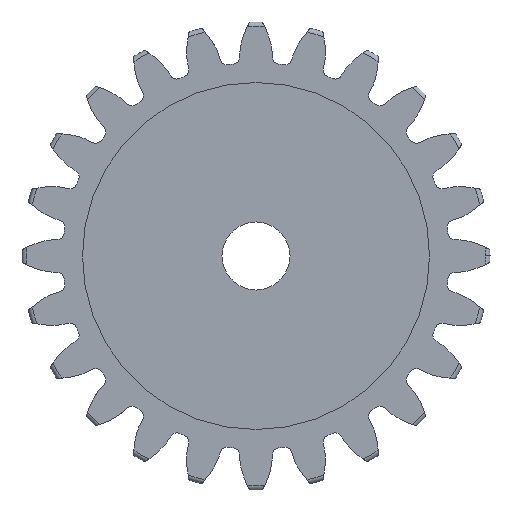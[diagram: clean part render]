
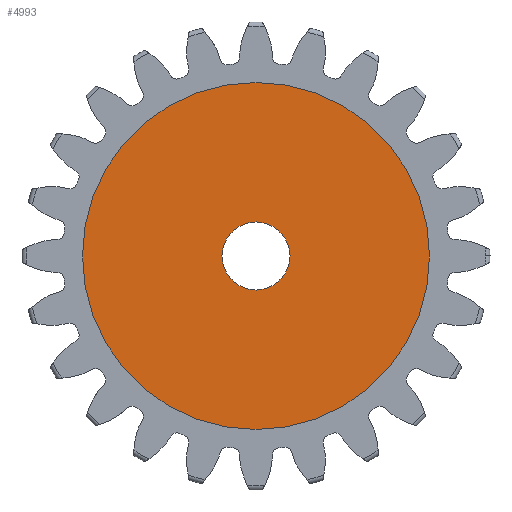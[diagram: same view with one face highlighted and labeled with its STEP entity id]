
A CAD part, left-side view. The second image highlights one B-rep face of the part: STEP entity #4993.
In plain terms, the highlighted planar face has unit normal (-1, 0, 0).
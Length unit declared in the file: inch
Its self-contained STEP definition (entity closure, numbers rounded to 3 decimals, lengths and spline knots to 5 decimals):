
#376 = CARTESIAN_POINT ( 'NONE',  ( -0.045, 0., 0. ) ) ;
#554 = EDGE_LOOP ( 'NONE', ( #9139, #8057 ) ) ;
#594 = VERTEX_POINT ( 'NONE', #7278 ) ;
#627 = CARTESIAN_POINT ( 'NONE',  ( -0.045, 0.30125, 0. ) ) ;
#918 = DIRECTION ( 'NONE',  ( 0., -1., 0. ) ) ;
#987 = AXIS2_PLACEMENT_3D ( 'NONE', #8438, #3402, #9261 ) ;
#1233 = DIRECTION ( 'NONE',  ( 0., -1., 0. ) ) ;
#1330 = VERTEX_POINT ( 'NONE', #627 ) ;
#1495 = EDGE_CURVE ( 'NONE', #7972, #1330, #10094, .T. ) ;
#2131 = EDGE_CURVE ( 'NONE', #1330, #7972, #2614, .T. ) ;
#2614 = CIRCLE ( 'NONE', #10708, 0.30125 ) ;
#3402 = DIRECTION ( 'NONE',  ( -1., 0., 0. ) ) ;
#3606 = CIRCLE ( 'NONE', #9820, 0.05906 ) ;
#3614 = AXIS2_PLACEMENT_3D ( 'NONE', #3861, #3825, #3784 ) ;
#3784 = DIRECTION ( 'NONE',  ( 0., -1., 0. ) ) ;
#3825 = DIRECTION ( 'NONE',  ( -1., 0., 0. ) ) ;
#3828 = ORIENTED_EDGE ( 'NONE', *, *, #2131, .T. ) ;
#3861 = CARTESIAN_POINT ( 'NONE',  ( -0.045, 0., 0. ) ) ;
#4252 = CARTESIAN_POINT ( 'NONE',  ( -0.045, 0., 0. ) ) ;
#4266 = CIRCLE ( 'NONE', #987, 0.05906 ) ;
#4546 = EDGE_CURVE ( 'NONE', #594, #7360, #3606, .T. ) ;
#4703 = DIRECTION ( 'NONE',  ( -1., 0., 0. ) ) ;
#4741 = CARTESIAN_POINT ( 'NONE',  ( -0.045, 0., 0. ) ) ;
#4993 = ADVANCED_FACE ( 'NONE', ( #9358, #7124 ), #7594, .T. ) ;
#5354 = EDGE_LOOP ( 'NONE', ( #9213, #3828 ) ) ;
#5940 = DIRECTION ( 'NONE',  ( -1., 0., 0. ) ) ;
#5942 = DIRECTION ( 'NONE',  ( 0., -1., 0. ) ) ;
#6253 = DIRECTION ( 'NONE',  ( -1., 0., 0. ) ) ;
#6332 = CARTESIAN_POINT ( 'NONE',  ( -0.045, 0., -0.05906 ) ) ;
#7124 = FACE_OUTER_BOUND ( 'NONE', #5354, .T. ) ;
#7278 = CARTESIAN_POINT ( 'NONE',  ( -0.045, 0., 0.05906 ) ) ;
#7360 = VERTEX_POINT ( 'NONE', #6332 ) ;
#7500 = CARTESIAN_POINT ( 'NONE',  ( -0.045, -0.30125, 0. ) ) ;
#7594 = PLANE ( 'NONE',  #8401 ) ;
#7972 = VERTEX_POINT ( 'NONE', #7500 ) ;
#8057 = ORIENTED_EDGE ( 'NONE', *, *, #4546, .F. ) ;
#8401 = AXIS2_PLACEMENT_3D ( 'NONE', #4252, #5940, #918 ) ;
#8438 = CARTESIAN_POINT ( 'NONE',  ( -0.045, 0., 0. ) ) ;
#9139 = ORIENTED_EDGE ( 'NONE', *, *, #9967, .F. ) ;
#9213 = ORIENTED_EDGE ( 'NONE', *, *, #1495, .T. ) ;
#9261 = DIRECTION ( 'NONE',  ( 0., -1., 0. ) ) ;
#9358 = FACE_BOUND ( 'NONE', #554, .T. ) ;
#9820 = AXIS2_PLACEMENT_3D ( 'NONE', #376, #6253, #1233 ) ;
#9967 = EDGE_CURVE ( 'NONE', #7360, #594, #4266, .T. ) ;
#10094 = CIRCLE ( 'NONE', #3614, 0.30125 ) ;
#10708 = AXIS2_PLACEMENT_3D ( 'NONE', #4741, #4703, #5942 ) ;
